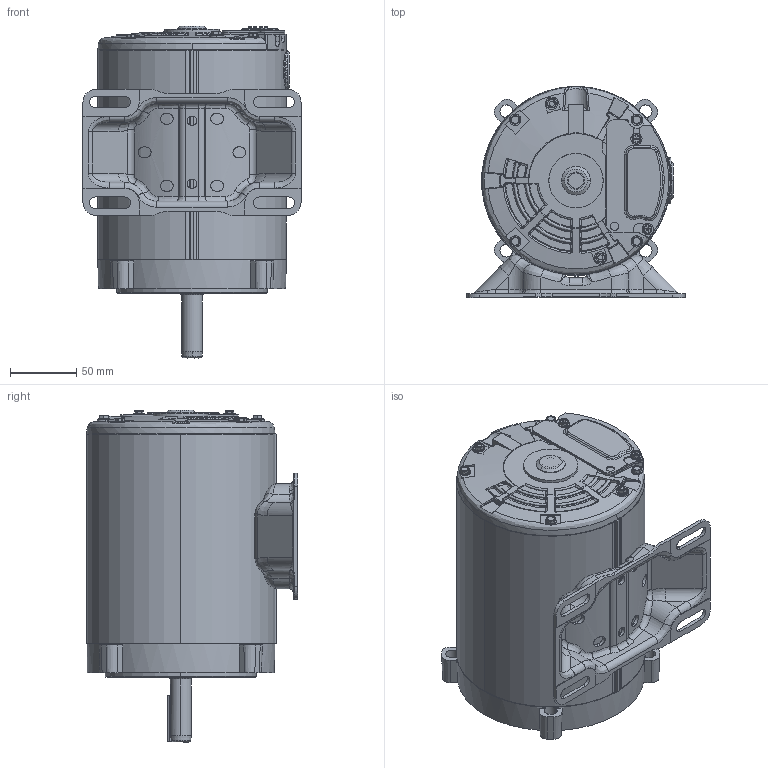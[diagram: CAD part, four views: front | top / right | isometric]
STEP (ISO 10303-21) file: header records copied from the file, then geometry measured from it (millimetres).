
FILE_DESCRIPTION (( 'STEP AP214' ), '1' );
FILE_NAME ('SS403144-625_Rev03 r1.STEP', '2022-01-05T23:35:01', ( '' ), ( '' ), 'SwSTEP 2.0', 'SolidWorks 2017', '' );
FILE_SCHEMA (( 'AUTOMOTIVE_DESIGN' ));
Length unit declared in the file: inch
Products named in the file (1): SS403144-625_Rev03  r1
Bounding box: 165.1 x 159.76 x 251.3 mm (x, y, z)
Volume: 434218.3 mm3; surface area: 358720.2 mm2
Topology: 31 solids, 31 shells, 2886 faces, 7269 edges, 4484 vertices
Faces by surface type: plane 1021, bspline 715, cylinder 684, cone 466
Entity records: 114952 total; most frequent: CARTESIAN_POINT 50959, ORIENTED_EDGE 14372, DIRECTION 11936, EDGE_CURVE 7186, AXIS2_PLACEMENT_3D 4648, VERTEX_POINT 4484, EDGE_LOOP 3086, FACE_OUTER_BOUND 2886
